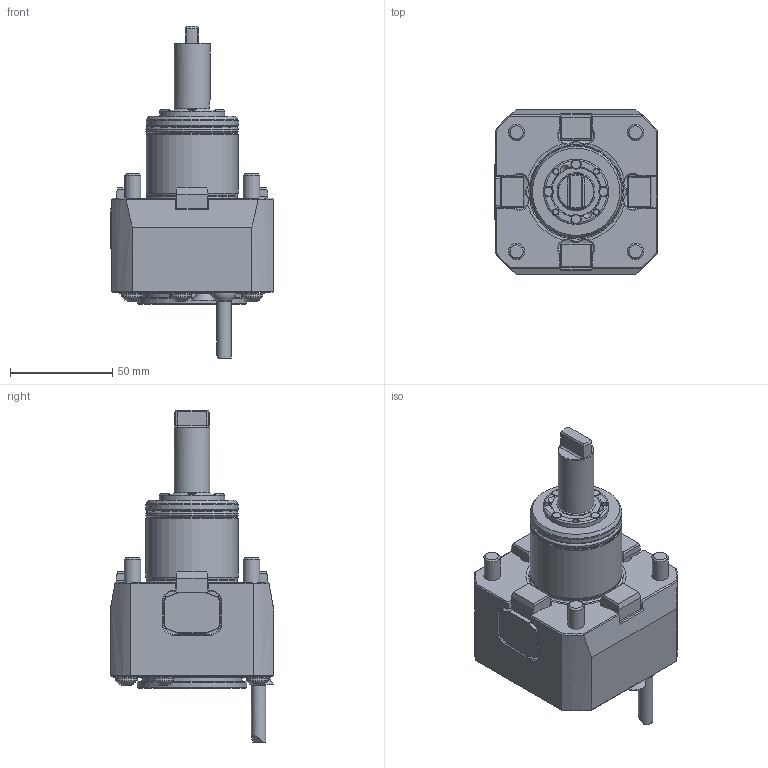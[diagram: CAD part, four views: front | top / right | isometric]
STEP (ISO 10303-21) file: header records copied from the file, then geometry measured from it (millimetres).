
FILE_DESCRIPTION(/* description */ ('Unknown'),/* implementation_level */ '2;1');
FILE_NAME(/* name */ 'C3-DNE-BT45A-I-A_SIM',/* time_stamp */ '2022-12-19T13:18:14+01:00',/* author */ ('WTO KS'),/* organization */ ('WTO'),/* preprocessor_version */ 'ST-DEVELOPER v16.7',/* originating_system */ 'DEX',/* authorisation */ $);
FILE_SCHEMA (('AUTOMOTIVE_DESIGN { 1 0 10303 214 3 1 1 }','AUTOMOTIVE_DESIGN {1 0 10303 214 3 1 1}'));
Length unit declared in the file: millimetre
Products named in the file (1): 118171_C3-DNE-BT45A-I-A_vereinfacht_STP_00458042
Bounding box: 79.1 x 80 x 162 mm (x, y, z)
Volume: 366349.2 mm3; surface area: 43840.2 mm2
Topology: 1 solids, 1 shells, 414 faces, 1158 edges, 734 vertices
Faces by surface type: plane 228, cone 82, cylinder 73, torus 21, bspline 5, sphere 5
Full cylindrical faces by diameter (mm): 2 x1, 2.7 x4, 4 x3, 6 x5, 7 x1, 8 x4, 8.5 x4, 10.5 x4, 12 x1, 17.5 x1, 23.7 x1, 31.8 x1, 40.7 x1, 44.3 x1, 44.9 x2, 45 x1, 49 x1, 53.4 x1, 57.8 x1
Entity records: 12845 total; most frequent: CARTESIAN_POINT 3056, ORIENTED_EDGE 1984, DIRECTION 1963, EDGE_CURVE 992, AXIS2_PLACEMENT_3D 740, VERTEX_POINT 675, FACE_BOUND 549, EDGE_LOOP 540
